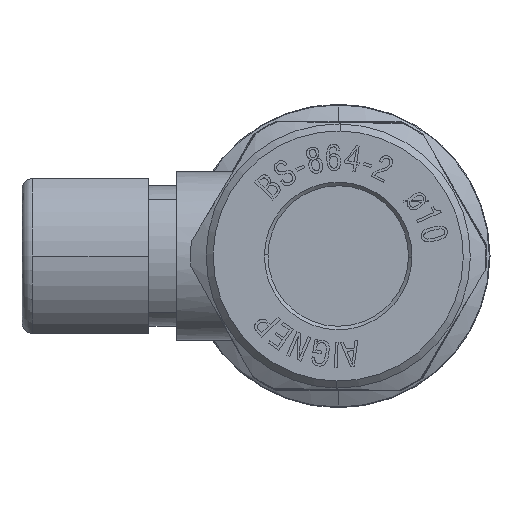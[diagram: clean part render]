
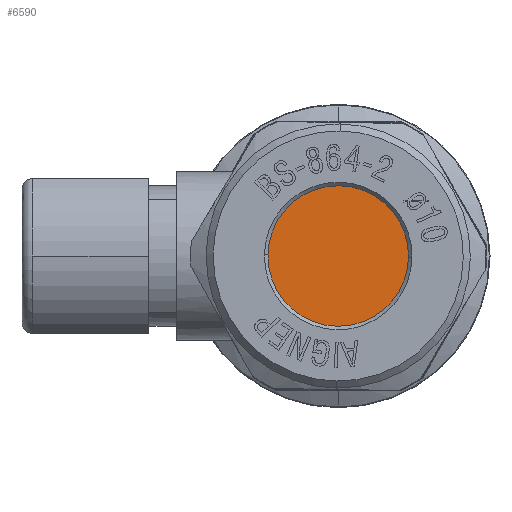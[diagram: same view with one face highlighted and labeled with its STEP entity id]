
A CAD part, left-side view. The second image highlights one B-rep face of the part: STEP entity #6590.
In plain terms, the highlighted planar face has unit normal (-1, 0, 0).
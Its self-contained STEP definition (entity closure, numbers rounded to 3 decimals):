
#5359 = PLANE ( 'NONE',  #62467 ) ;
#5363 = CARTESIAN_POINT ( 'NONE',  ( -23.273, 0., 0. ) ) ;
#5374 = DIRECTION ( 'NONE',  ( -1., 0., 0. ) ) ;
#5376 = DIRECTION ( 'NONE',  ( 0., -1., 0. ) ) ;
#6590 = ADVANCED_FACE ( 'NONE', ( #8814 ), #5359, .T. ) ;
#8814 = FACE_OUTER_BOUND ( 'NONE', #61986, .T. ) ;
#10212 = VERTEX_POINT ( 'NONE', #25782 ) ;
#10213 = VERTEX_POINT ( 'NONE', #25783 ) ;
#14199 = EDGE_CURVE ( 'NONE', #10213, #10212, #24518, .T. ) ;
#24518 = CIRCLE ( 'NONE', #52023, 5. ) ;
#25782 = CARTESIAN_POINT ( 'NONE',  ( -23.273, -4.999, -0.076 ) ) ;
#25783 = CARTESIAN_POINT ( 'NONE',  ( -23.273, 4.999, 0.076 ) ) ;
#37451 = CIRCLE ( 'NONE', #52392, 5. ) ;
#39905 = CARTESIAN_POINT ( 'NONE',  ( -23.273, 0., 0. ) ) ;
#39906 = DIRECTION ( 'NONE',  ( -1., 0., 0. ) ) ;
#39907 = DIRECTION ( 'NONE',  ( 0., -1., 0. ) ) ;
#41770 = ORIENTED_EDGE ( 'NONE', *, *, #14199, .T. ) ;
#41772 = ORIENTED_EDGE ( 'NONE', *, *, #61514, .T. ) ;
#52023 = AXIS2_PLACEMENT_3D ( 'NONE', #52596, #52597, #52598 ) ;
#52392 = AXIS2_PLACEMENT_3D ( 'NONE', #39905, #39906, #39907 ) ;
#52596 = CARTESIAN_POINT ( 'NONE',  ( -23.273, 0., 0. ) ) ;
#52597 = DIRECTION ( 'NONE',  ( -1., 0., 0. ) ) ;
#52598 = DIRECTION ( 'NONE',  ( 0., -1., 0. ) ) ;
#61514 = EDGE_CURVE ( 'NONE', #10212, #10213, #37451, .T. ) ;
#61986 = EDGE_LOOP ( 'NONE', ( #41770, #41772 ) ) ;
#62467 = AXIS2_PLACEMENT_3D ( 'NONE', #5363, #5374, #5376 ) ;
